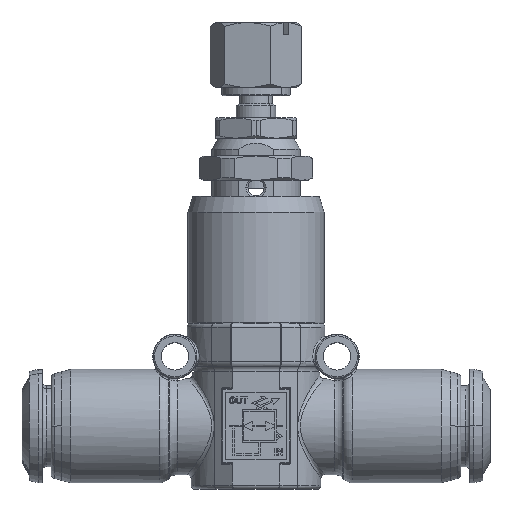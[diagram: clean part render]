
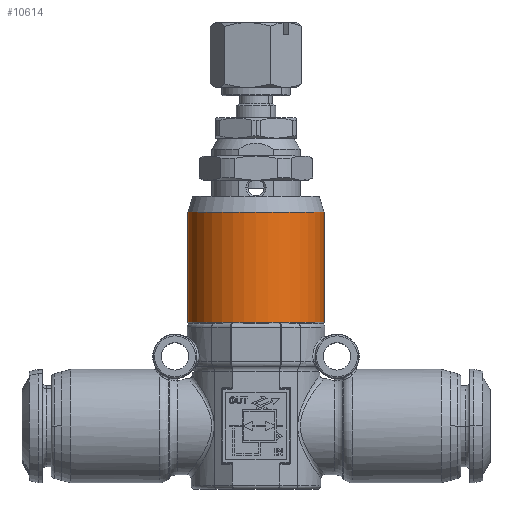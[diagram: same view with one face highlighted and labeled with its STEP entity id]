
A CAD part, top view. The second image highlights one B-rep face of the part: STEP entity #10614.
In plain terms, the highlighted cylindrical face has radius 8.4 mm (diameter 16.8 mm), a partial arc.
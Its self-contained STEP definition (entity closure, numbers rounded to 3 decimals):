
#1484 = CARTESIAN_POINT ( 'NONE',  ( -8.4, -1.25, 0. ) ) ;
#2471 = ORIENTED_EDGE ( 'NONE', *, *, #13594, .T. ) ;
#3427 = DIRECTION ( 'NONE',  ( 0., -1., 0. ) ) ;
#3881 = EDGE_CURVE ( 'NONE', #38335, #44864, #35064, .T. ) ;
#6632 = DIRECTION ( 'NONE',  ( 0., -1., 0. ) ) ;
#8216 = CYLINDRICAL_SURFACE ( 'NONE', #11596, 8.4 ) ;
#8824 = CARTESIAN_POINT ( 'NONE',  ( -8.4, 26.387, 0. ) ) ;
#9165 = DIRECTION ( 'NONE',  ( 0., -1., 0. ) ) ;
#10614 = ADVANCED_FACE ( 'NONE', ( #21059 ), #8216, .T. ) ;
#11547 = AXIS2_PLACEMENT_3D ( 'NONE', #30577, #9165, #34160 ) ;
#11596 = AXIS2_PLACEMENT_3D ( 'NONE', #24355, #6632, #24510 ) ;
#13206 = ORIENTED_EDGE ( 'NONE', *, *, #32650, .F. ) ;
#13594 = EDGE_CURVE ( 'NONE', #26431, #38335, #13599, .T. ) ;
#13599 = CIRCLE ( 'NONE', #45006, 8.4 ) ;
#16022 = VECTOR ( 'NONE', #26959, 1000. ) ;
#16155 = CARTESIAN_POINT ( 'NONE',  ( 8.4, 26.387, 0. ) ) ;
#16599 = EDGE_LOOP ( 'NONE', ( #2471, #21749, #13206, #38852 ) ) ;
#17381 = CARTESIAN_POINT ( 'NONE',  ( 8.4, 12.8, 0. ) ) ;
#17540 = VERTEX_POINT ( 'NONE', #17381 ) ;
#21059 = FACE_OUTER_BOUND ( 'NONE', #16599, .T. ) ;
#21709 = CARTESIAN_POINT ( 'NONE',  ( -8.4, 12.8, 0. ) ) ;
#21749 = ORIENTED_EDGE ( 'NONE', *, *, #3881, .T. ) ;
#24231 = CIRCLE ( 'NONE', #11547, 8.4 ) ;
#24355 = CARTESIAN_POINT ( 'NONE',  ( 0., -1.25, 0. ) ) ;
#24510 = DIRECTION ( 'NONE',  ( 1., 0., 0. ) ) ;
#24727 = CARTESIAN_POINT ( 'NONE',  ( 0., 26.387, 0. ) ) ;
#26431 = VERTEX_POINT ( 'NONE', #16155 ) ;
#26959 = DIRECTION ( 'NONE',  ( 0., -1., 0. ) ) ;
#27969 = EDGE_CURVE ( 'NONE', #26431, #17540, #34238, .T. ) ;
#28346 = DIRECTION ( 'NONE',  ( 1., 0., 0. ) ) ;
#30577 = CARTESIAN_POINT ( 'NONE',  ( 0., 12.8, 0. ) ) ;
#32650 = EDGE_CURVE ( 'NONE', #17540, #44864, #24231, .T. ) ;
#34160 = DIRECTION ( 'NONE',  ( 1., 0., 0. ) ) ;
#34238 = LINE ( 'NONE', #38950, #43515 ) ;
#35064 = LINE ( 'NONE', #1484, #16022 ) ;
#38335 = VERTEX_POINT ( 'NONE', #8824 ) ;
#38852 = ORIENTED_EDGE ( 'NONE', *, *, #27969, .F. ) ;
#38950 = CARTESIAN_POINT ( 'NONE',  ( 8.4, -1.25, 0. ) ) ;
#42394 = DIRECTION ( 'NONE',  ( 0., -1., 0. ) ) ;
#43515 = VECTOR ( 'NONE', #42394, 1000. ) ;
#44864 = VERTEX_POINT ( 'NONE', #21709 ) ;
#45006 = AXIS2_PLACEMENT_3D ( 'NONE', #24727, #3427, #28346 ) ;
